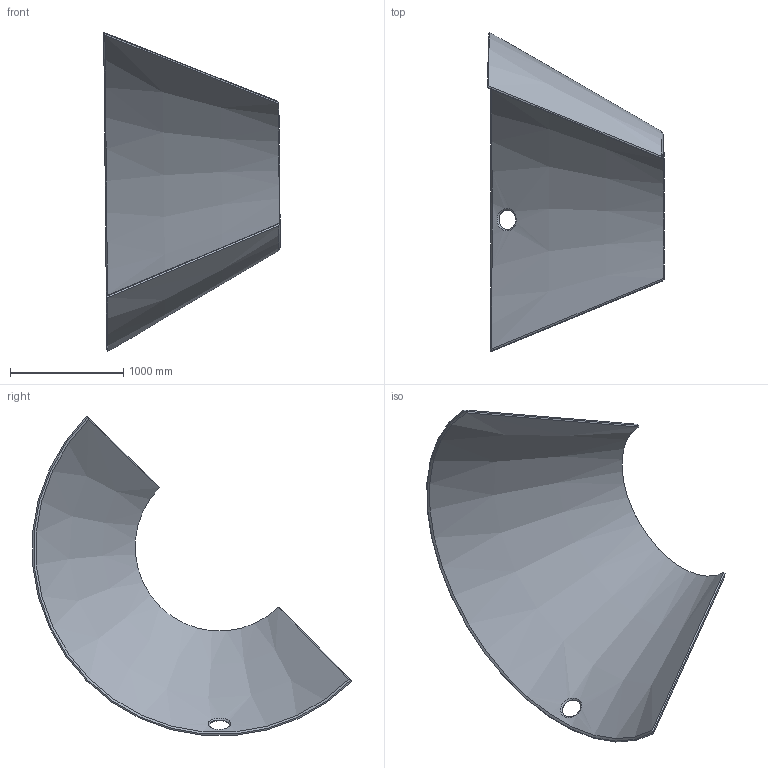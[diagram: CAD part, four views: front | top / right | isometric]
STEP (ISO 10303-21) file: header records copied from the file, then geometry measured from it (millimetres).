
FILE_DESCRIPTION(('CoCreate Modeling STEP Export'),'2;1');
FILE_NAME('s16.stp','2011-05-24T10:42:07',(''),(''),'CoCreate Modeling STEP processor for AP214 (Solid Model)','CoCreate Modeling 18.0P1120 20-Nov-2010 (C) Parametric Technology GmbH','');
FILE_SCHEMA(('AUTOMOTIVE_DESIGN { 1 0 10303 214 1 1 1 1 }'));
Length unit declared in the file: millimetre
Products named in the file (2): 306_CONE-OA4-5875.PRT
Assembly tree (1 placements, depth 2):
  306_CONE-OA4-5875.PRT
    306_CONE-OA4-5875.PRT
Bounding box: 1557.01 x 2809.52 x 2809.38 mm (x, y, z)
Volume: 165041997.3 mm3; surface area: 13491030.4 mm2
Topology: 1 solids, 1 shells, 16 faces, 42 edges, 28 vertices
Faces by surface type: bspline 8, cone 8
Entity records: 1066 total; most frequent: CARTESIAN_POINT 555, ORIENTED_EDGE 84, DIRECTION 47, EDGE_CURVE 42, VERTEX_POINT 28, EDGE_LOOP 18, B_SPLINE_CURVE_WITH_KNOTS 17, COLOUR_RGB 17
